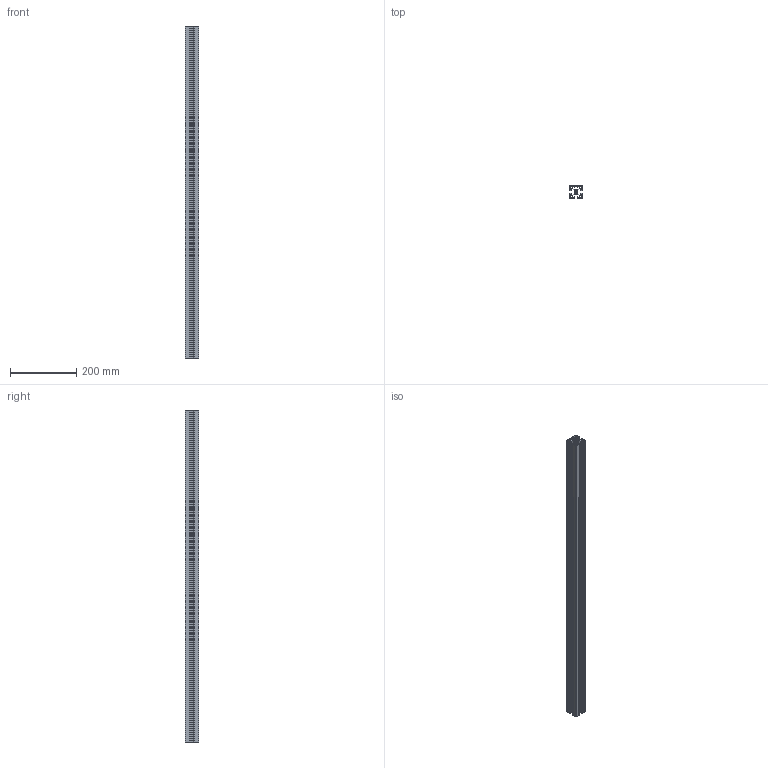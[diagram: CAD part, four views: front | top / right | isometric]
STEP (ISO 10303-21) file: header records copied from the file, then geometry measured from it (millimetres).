
FILE_DESCRIPTION((''),'2;1');
FILE_NAME('10026_PROFIL_40X40_C1','2022-09-16T13:30:45',('PredragRovcanin'),('Audax d.o.o.'),'CREO PARAMETRIC BY PTC INC, 2020281','CREO PARAMETRIC BY PTC INC, 2020281','');
FILE_SCHEMA(('AUTOMOTIVE_DESIGN { 1 0 10303 214 1 1 1 1 }'));
Length unit declared in the file: millimetre
Products named in the file (1): 10026_PROFIL_40X40_C1
Bounding box: 40 x 40 x 1000 mm (x, y, z)
Volume: 483830.9 mm3; surface area: 560583.7 mm2
Topology: 1 solids, 1 shells, 192 faces, 570 edges, 380 vertices
Faces by surface type: plane 134, cylinder 58
Entity records: 8659 total; most frequent: CARTESIAN_POINT 1145, ORIENTED_EDGE 1140, DIRECTION 1072, PRESENTATION_STYLE_ASSIGNMENT 573, STYLED_ITEM 573, CURVE_STYLE 571, EDGE_CURVE 570, VECTOR 454
